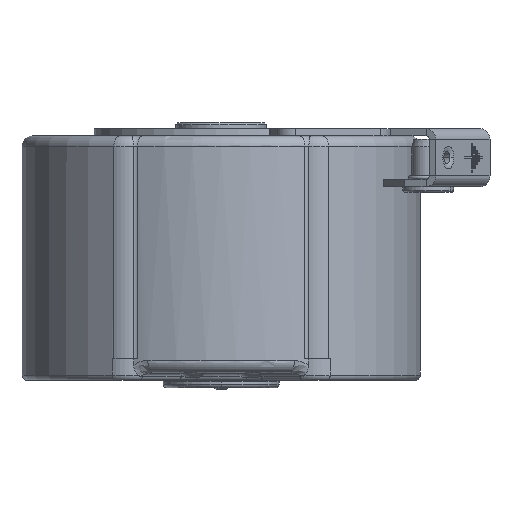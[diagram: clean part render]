
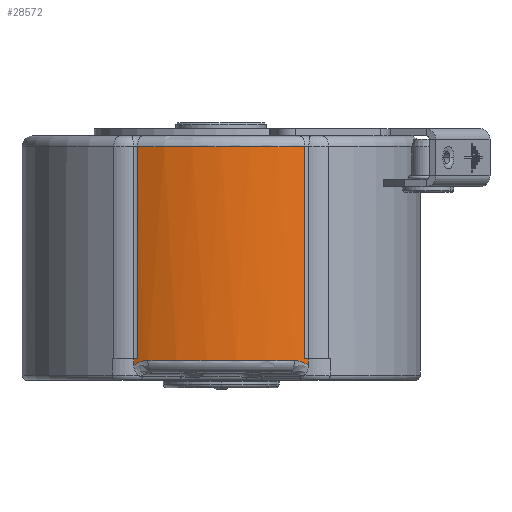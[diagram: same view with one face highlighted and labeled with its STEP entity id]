
A CAD part, front view. The second image highlights one B-rep face of the part: STEP entity #28572.
In plain terms, the highlighted cylindrical face has radius 53 mm (diameter 106 mm), a partial arc.
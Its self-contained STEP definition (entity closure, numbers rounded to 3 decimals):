
#5440=CARTESIAN_POINT('',(0.,0.,1.));
#5441=DIRECTION('',(0.,0.,1.));
#5442=DIRECTION('',(-0.455,-0.891,0.));
#5443=AXIS2_PLACEMENT_3D('',#5440,#5441,#5442);
#5460=DIRECTION('',(0.,0.,-1.));
#5461=VECTOR('',#5460,1.909);
#5462=CARTESIAN_POINT('',(24.096,-47.206,1.));
#5463=LINE('',#5462,#5461);
#5464=CARTESIAN_POINT('',(24.096,-47.206,
-0.909));
#5465=CARTESIAN_POINT('',(24.03,-47.239,
-0.847));
#5466=CARTESIAN_POINT('',(23.893,-47.309,
-0.727));
#5467=CARTESIAN_POINT('',(23.67,-47.421,
-0.553));
#5468=CARTESIAN_POINT('',(23.43,-47.54,
-0.389));
#5469=CARTESIAN_POINT('',(23.175,-47.665,
-0.234));
#5470=CARTESIAN_POINT('',(22.903,-47.797,
-0.091));
#5471=CARTESIAN_POINT('',(22.614,-47.934,
0.04));
#5472=CARTESIAN_POINT('',(22.31,-48.076,
0.157));
#5473=CARTESIAN_POINT('',(21.99,-48.223,
0.259));
#5474=CARTESIAN_POINT('',(21.656,-48.374,
0.344));
#5475=CARTESIAN_POINT('',(21.309,-48.528,
0.413));
#5476=CARTESIAN_POINT('',(20.949,-48.685,
0.463));
#5477=CARTESIAN_POINT('',(20.579,-48.842,
0.493));
#5478=CARTESIAN_POINT('',(20.327,-48.947,
0.5));
#5479=CARTESIAN_POINT('',(20.2,-49.,
0.5));
#5481=CARTESIAN_POINT('',(0.,0.,0.5));
#5482=DIRECTION('',(0.,0.,-1.));
#5483=DIRECTION('',(0.381,-0.925,0.));
#5484=AXIS2_PLACEMENT_3D('',#5481,#5482,#5483);
#5486=CARTESIAN_POINT('',(-20.2,-49.,
0.5));
#5487=CARTESIAN_POINT('',(-20.328,-48.947,
0.5));
#5488=CARTESIAN_POINT('',(-20.579,-48.842,
0.493));
#5489=CARTESIAN_POINT('',(-20.95,-48.684,
0.463));
#5490=CARTESIAN_POINT('',(-21.309,-48.528,
0.413));
#5491=CARTESIAN_POINT('',(-21.657,-48.374,
0.344));
#5492=CARTESIAN_POINT('',(-21.991,-48.223,
0.258));
#5493=CARTESIAN_POINT('',(-22.31,-48.076,
0.156));
#5494=CARTESIAN_POINT('',(-22.614,-47.934,
0.04));
#5495=CARTESIAN_POINT('',(-22.902,-47.797,
-0.091));
#5496=CARTESIAN_POINT('',(-23.174,-47.665,
-0.234));
#5497=CARTESIAN_POINT('',(-23.43,-47.54,
-0.388));
#5498=CARTESIAN_POINT('',(-23.67,-47.421,
-0.553));
#5499=CARTESIAN_POINT('',(-23.893,-47.309,
-0.727));
#5500=CARTESIAN_POINT('',(-24.03,-47.239,
-0.848));
#5501=CARTESIAN_POINT('',(-24.096,-47.206,
-0.909));
#5503=DIRECTION('',(0.,0.,1.));
#5504=VECTOR('',#5503,1.909);
#5505=CARTESIAN_POINT('',(-24.096,-47.206,
-0.909));
#5506=LINE('',#5505,#5504);
#5507=CARTESIAN_POINT('',(0.,0.,59.5));
#5508=DIRECTION('',(0.,0.,-1.));
#5509=DIRECTION('',(0.435,-0.9,0.));
#5510=AXIS2_PLACEMENT_3D('',#5507,#5508,#5509);
#5517=DIRECTION('',(0.,0.,1.));
#5518=VECTOR('',#5517,58.5);
#5519=CARTESIAN_POINT('',(23.08,-47.711,1.));
#5520=LINE('',#5519,#5518);
#5530=CARTESIAN_POINT('',(0.,0.,1.));
#5531=DIRECTION('',(0.,0.,1.));
#5532=DIRECTION('',(0.435,-0.9,0.));
#5533=AXIS2_PLACEMENT_3D('',#5530,#5531,#5532);
#12236=DIRECTION('',(0.,0.,-1.));
#12237=VECTOR('',#12236,58.5);
#12238=CARTESIAN_POINT('',(-23.08,-47.711,59.5));
#12239=LINE('',#12238,#12237);
#19661=CARTESIAN_POINT('',(23.08,-47.711,59.5));
#19662=CARTESIAN_POINT('',(-23.08,-47.711,59.5));
#19663=VERTEX_POINT('',#19661);
#19664=VERTEX_POINT('',#19662);
#20797=VERTEX_POINT('',#5486);
#20798=VERTEX_POINT('',#5501);
#20800=CARTESIAN_POINT('',(20.2,-49.,0.5));
#20801=VERTEX_POINT('',#20800);
#20805=VERTEX_POINT('',#5464);
#21063=CARTESIAN_POINT('',(-24.096,-47.206,1.));
#21064=CARTESIAN_POINT('',(-23.08,-47.711,1.));
#21065=VERTEX_POINT('',#21063);
#21066=VERTEX_POINT('',#21064);
#21067=CARTESIAN_POINT('',(23.08,-47.711,1.));
#21068=CARTESIAN_POINT('',(24.096,-47.206,1.));
#21069=VERTEX_POINT('',#21067);
#21070=VERTEX_POINT('',#21068);
#28546=CARTESIAN_POINT('',(0.,0.,1.));
#28547=DIRECTION('',(0.,0.,1.));
#28548=DIRECTION('',(1.,0.,0.));
#28549=AXIS2_PLACEMENT_3D('',#28546,#28547,#28548);
#28550=CYLINDRICAL_SURFACE('',#28549,53.);
#28552=ORIENTED_EDGE('',*,*,#28551,.F.);
#28554=ORIENTED_EDGE('',*,*,#28553,.T.);
#28556=ORIENTED_EDGE('',*,*,#28555,.T.);
#28558=ORIENTED_EDGE('',*,*,#28557,.T.);
#28560=ORIENTED_EDGE('',*,*,#28559,.T.);
#28562=ORIENTED_EDGE('',*,*,#28561,.T.);
#28564=ORIENTED_EDGE('',*,*,#28563,.T.);
#28565=ORIENTED_EDGE('',*,*,#28534,.T.);
#28567=ORIENTED_EDGE('',*,*,#28566,.F.);
#28569=ORIENTED_EDGE('',*,*,#28568,.F.);
#28570=EDGE_LOOP('',(#28552,#28554,#28556,#28558,#28560,#28562,#28564,#28565,
#28567,#28569));
#28571=FACE_OUTER_BOUND('',#28570,.F.);
#5444=CIRCLE('',#5443,53.);
#5480=B_SPLINE_CURVE_WITH_KNOTS('',3,(#5464,#5465,#5466,#5467,#5468,#5469,#5470,
#5471,#5472,#5473,#5474,#5475,#5476,#5477,#5478,#5479),.UNSPECIFIED.,.F.,.F.,(4,
1,1,1,1,1,1,1,1,1,1,1,1,4),(0.,0.077,0.154,
0.231,0.308,0.385,0.462,
0.538,0.615,0.692,0.769,
0.846,0.923,1.),.UNSPECIFIED.);
#5485=CIRCLE('',#5484,53.);
#5502=B_SPLINE_CURVE_WITH_KNOTS('',3,(#5486,#5487,#5488,#5489,#5490,#5491,#5492,
#5493,#5494,#5495,#5496,#5497,#5498,#5499,#5500,#5501),.UNSPECIFIED.,.F.,.F.,(4,
1,1,1,1,1,1,1,1,1,1,1,1,4),(0.,0.077,0.154,
0.231,0.308,0.385,0.462,
0.538,0.615,0.692,0.769,
0.846,0.923,1.),.UNSPECIFIED.);
#5511=CIRCLE('',#5510,53.);
#5534=CIRCLE('',#5533,53.);
#28534=EDGE_CURVE('',#21065,#21066,#5444,.T.);
#28551=EDGE_CURVE('',#21069,#19663,#5520,.T.);
#28553=EDGE_CURVE('',#21069,#21070,#5534,.T.);
#28555=EDGE_CURVE('',#21070,#20805,#5463,.T.);
#28557=EDGE_CURVE('',#20805,#20801,#5480,.T.);
#28559=EDGE_CURVE('',#20801,#20797,#5485,.T.);
#28561=EDGE_CURVE('',#20797,#20798,#5502,.T.);
#28563=EDGE_CURVE('',#20798,#21065,#5506,.T.);
#28566=EDGE_CURVE('',#19664,#21066,#12239,.T.);
#28568=EDGE_CURVE('',#19663,#19664,#5511,.T.);
#28572=ADVANCED_FACE('',(#28571),#28550,.T.);
